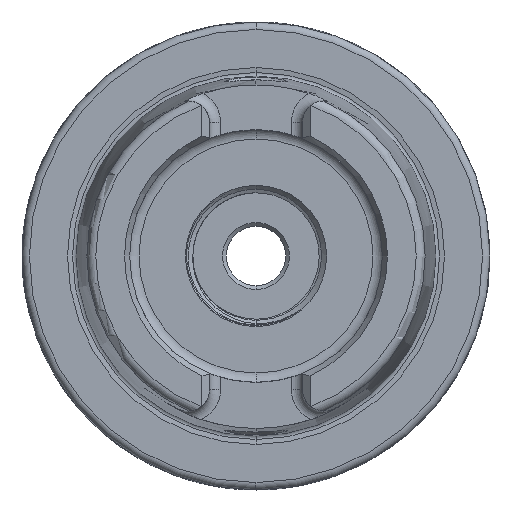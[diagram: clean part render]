
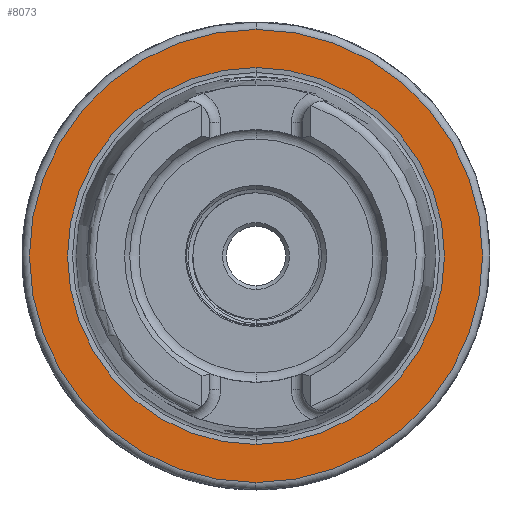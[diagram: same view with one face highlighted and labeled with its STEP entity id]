
A CAD part, left-side view. The second image highlights one B-rep face of the part: STEP entity #8073.
In plain terms, the highlighted planar face has unit normal (-1, 0, 0).
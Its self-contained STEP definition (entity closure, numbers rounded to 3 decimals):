
#539 = EDGE_CURVE ( 'NONE', #23175, #23163, #22638, .T. ) ;
#574 = EDGE_CURVE ( 'NONE', #23226, #23255, #22682, .T. ) ;
#1716 = DIRECTION ( 'NONE',  ( 1., 0., 0. ) ) ;
#1729 = DIRECTION ( 'NONE',  ( 0., 0., -1. ) ) ;
#1733 = CARTESIAN_POINT ( 'NONE',  ( 0., 0., 0. ) ) ;
#1929 = DIRECTION ( 'NONE',  ( -1., 0., 0. ) ) ;
#1951 = DIRECTION ( 'NONE',  ( 0., 0., 1. ) ) ;
#1974 = CARTESIAN_POINT ( 'NONE',  ( 0., 0., 0. ) ) ;
#3685 = CARTESIAN_POINT ( 'NONE',  ( 0., 0., 30.5 ) ) ;
#3712 = CARTESIAN_POINT ( 'NONE',  ( 0., 0., -30.5 ) ) ;
#3745 = CARTESIAN_POINT ( 'NONE',  ( 0., 0., 25.369 ) ) ;
#3843 = CARTESIAN_POINT ( 'NONE',  ( 0., 0., -25.369 ) ) ;
#8073 = ADVANCED_FACE ( 'NONE', ( #14987, #15023 ), #12603, .T. ) ;
#9738 = CARTESIAN_POINT ( 'NONE',  ( 0., 0., 0. ) ) ;
#9749 = DIRECTION ( 'NONE',  ( 0., 0., 1. ) ) ;
#9752 = DIRECTION ( 'NONE',  ( -1., 0., 0. ) ) ;
#9865 = DIRECTION ( 'NONE',  ( 0., 0., -1. ) ) ;
#9891 = CARTESIAN_POINT ( 'NONE',  ( 0., 0., 0. ) ) ;
#9892 = DIRECTION ( 'NONE',  ( 1., 0., 0. ) ) ;
#10345 = EDGE_LOOP ( 'NONE', ( #15072, #15089 ) ) ;
#10411 = EDGE_LOOP ( 'NONE', ( #15051, #15135 ) ) ;
#10761 = EDGE_CURVE ( 'NONE', #23255, #23226, #14605, .T. ) ;
#10787 = EDGE_CURVE ( 'NONE', #23163, #23175, #14608, .T. ) ;
#11064 = AXIS2_PLACEMENT_3D ( 'NONE', #9891, #9892, #9865 ) ;
#11086 = AXIS2_PLACEMENT_3D ( 'NONE', #9738, #9752, #9749 ) ;
#11422 = AXIS2_PLACEMENT_3D ( 'NONE', #12578, #12594, #12609 ) ;
#12578 = CARTESIAN_POINT ( 'NONE',  ( 0., 25.369, 0. ) ) ;
#12594 = DIRECTION ( 'NONE',  ( -1., 0., 0. ) ) ;
#12603 = PLANE ( 'NONE',  #11422 ) ;
#12609 = DIRECTION ( 'NONE',  ( 0., 0., 1. ) ) ;
#14605 = CIRCLE ( 'NONE', #15301, 25.369 ) ;
#14608 = CIRCLE ( 'NONE', #15294, 30.5 ) ;
#14987 = FACE_OUTER_BOUND ( 'NONE', #10411, .T. ) ;
#15023 = FACE_BOUND ( 'NONE', #10345, .T. ) ;
#15051 = ORIENTED_EDGE ( 'NONE', *, *, #539, .T. ) ;
#15072 = ORIENTED_EDGE ( 'NONE', *, *, #574, .T. ) ;
#15089 = ORIENTED_EDGE ( 'NONE', *, *, #10761, .T. ) ;
#15135 = ORIENTED_EDGE ( 'NONE', *, *, #10787, .T. ) ;
#15294 = AXIS2_PLACEMENT_3D ( 'NONE', #1974, #1929, #1951 ) ;
#15301 = AXIS2_PLACEMENT_3D ( 'NONE', #1733, #1716, #1729 ) ;
#22638 = CIRCLE ( 'NONE', #11086, 30.5 ) ;
#22682 = CIRCLE ( 'NONE', #11064, 25.369 ) ;
#23163 = VERTEX_POINT ( 'NONE', #3712 ) ;
#23175 = VERTEX_POINT ( 'NONE', #3685 ) ;
#23226 = VERTEX_POINT ( 'NONE', #3745 ) ;
#23255 = VERTEX_POINT ( 'NONE', #3843 ) ;
